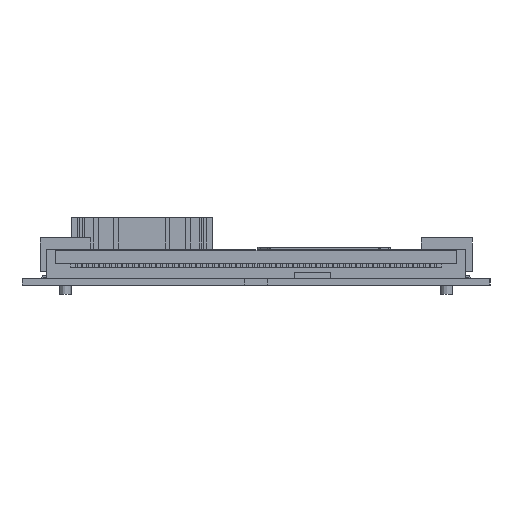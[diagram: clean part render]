
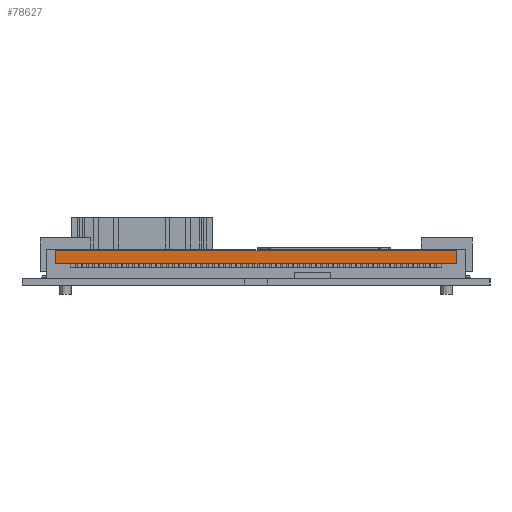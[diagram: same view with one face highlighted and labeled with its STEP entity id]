
A CAD part, left-side view. The second image highlights one B-rep face of the part: STEP entity #78627.
In plain terms, the highlighted face is planar.
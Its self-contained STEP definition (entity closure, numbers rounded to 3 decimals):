
#78033 = PLANE('',#78034);
#78034 = AXIS2_PLACEMENT_3D('',#78035,#78036,#78037);
#78035 = CARTESIAN_POINT('',(-17.55,0.06,1.95));
#78036 = DIRECTION('',(0.,-1.,0.));
#78037 = DIRECTION('',(1.,0.,0.));
#78334 = PLANE('',#78335);
#78335 = AXIS2_PLACEMENT_3D('',#78336,#78337,#78338);
#78336 = CARTESIAN_POINT('',(-17.55,1.21,1.95));
#78337 = DIRECTION('',(-1.,0.,0.));
#78338 = DIRECTION('',(0.,-1.,0.));
#78362 = PLANE('',#78363);
#78363 = AXIS2_PLACEMENT_3D('',#78364,#78365,#78366);
#78364 = CARTESIAN_POINT('',(17.55,1.21,1.95));
#78365 = DIRECTION('',(0.,1.,0.));
#78366 = DIRECTION('',(-1.,0.,0.));
#78390 = PLANE('',#78391);
#78391 = AXIS2_PLACEMENT_3D('',#78392,#78393,#78394);
#78392 = CARTESIAN_POINT('',(17.55,0.06,1.95));
#78393 = DIRECTION('',(1.,0.,0.));
#78394 = DIRECTION('',(0.,1.,0.));
#78428 = VERTEX_POINT('',#78429);
#78429 = CARTESIAN_POINT('',(17.55,1.21,3.25));
#78450 = EDGE_CURVE('',#78451,#78428,#78453,.T.);
#78451 = VERTEX_POINT('',#78452);
#78452 = CARTESIAN_POINT('',(17.55,0.06,3.25));
#78453 = SURFACE_CURVE('',#78454,(#78458,#78465),.PCURVE_S1.);
#78454 = LINE('',#78455,#78456);
#78455 = CARTESIAN_POINT('',(17.55,0.06,3.25));
#78456 = VECTOR('',#78457,1.);
#78457 = DIRECTION('',(0.,1.,0.));
#78458 = PCURVE('',#78390,#78459);
#78459 = DEFINITIONAL_REPRESENTATION('',(#78460),#78464);
#78460 = LINE('',#78461,#78462);
#78461 = CARTESIAN_POINT('',(0.,1.3));
#78462 = VECTOR('',#78463,1.);
#78463 = DIRECTION('',(1.,0.));
#78464 = ( GEOMETRIC_REPRESENTATION_CONTEXT(2) 
PARAMETRIC_REPRESENTATION_CONTEXT() REPRESENTATION_CONTEXT('2D SPACE',''
  ) );
#78465 = PCURVE('',#78466,#78471);
#78466 = PLANE('',#78467);
#78467 = AXIS2_PLACEMENT_3D('',#78468,#78469,#78470);
#78468 = CARTESIAN_POINT('',(0.,0.635,3.25));
#78469 = DIRECTION('',(0.,0.,1.));
#78470 = DIRECTION('',(1.,0.,0.));
#78471 = DEFINITIONAL_REPRESENTATION('',(#78472),#78476);
#78472 = LINE('',#78473,#78474);
#78473 = CARTESIAN_POINT('',(17.55,-0.575));
#78474 = VECTOR('',#78475,1.);
#78475 = DIRECTION('',(0.,1.));
#78476 = ( GEOMETRIC_REPRESENTATION_CONTEXT(2) 
PARAMETRIC_REPRESENTATION_CONTEXT() REPRESENTATION_CONTEXT('2D SPACE',''
  ) );
#78504 = EDGE_CURVE('',#78505,#78451,#78507,.T.);
#78505 = VERTEX_POINT('',#78506);
#78506 = CARTESIAN_POINT('',(-17.55,0.06,3.25));
#78507 = SURFACE_CURVE('',#78508,(#78512,#78519),.PCURVE_S1.);
#78508 = LINE('',#78509,#78510);
#78509 = CARTESIAN_POINT('',(-17.55,0.06,3.25));
#78510 = VECTOR('',#78511,1.);
#78511 = DIRECTION('',(1.,0.,0.));
#78512 = PCURVE('',#78033,#78513);
#78513 = DEFINITIONAL_REPRESENTATION('',(#78514),#78518);
#78514 = LINE('',#78515,#78516);
#78515 = CARTESIAN_POINT('',(0.,1.3));
#78516 = VECTOR('',#78517,1.);
#78517 = DIRECTION('',(1.,0.));
#78518 = ( GEOMETRIC_REPRESENTATION_CONTEXT(2) 
PARAMETRIC_REPRESENTATION_CONTEXT() REPRESENTATION_CONTEXT('2D SPACE',''
  ) );
#78519 = PCURVE('',#78466,#78520);
#78520 = DEFINITIONAL_REPRESENTATION('',(#78521),#78525);
#78521 = LINE('',#78522,#78523);
#78522 = CARTESIAN_POINT('',(-17.55,-0.575));
#78523 = VECTOR('',#78524,1.);
#78524 = DIRECTION('',(1.,0.));
#78525 = ( GEOMETRIC_REPRESENTATION_CONTEXT(2) 
PARAMETRIC_REPRESENTATION_CONTEXT() REPRESENTATION_CONTEXT('2D SPACE',''
  ) );
#78557 = EDGE_CURVE('',#78558,#78505,#78560,.T.);
#78558 = VERTEX_POINT('',#78559);
#78559 = CARTESIAN_POINT('',(-17.55,1.21,3.25));
#78560 = SURFACE_CURVE('',#78561,(#78565,#78572),.PCURVE_S1.);
#78561 = LINE('',#78562,#78563);
#78562 = CARTESIAN_POINT('',(-17.55,1.21,3.25));
#78563 = VECTOR('',#78564,1.);
#78564 = DIRECTION('',(0.,-1.,0.));
#78565 = PCURVE('',#78334,#78566);
#78566 = DEFINITIONAL_REPRESENTATION('',(#78567),#78571);
#78567 = LINE('',#78568,#78569);
#78568 = CARTESIAN_POINT('',(0.,1.3));
#78569 = VECTOR('',#78570,1.);
#78570 = DIRECTION('',(1.,0.));
#78571 = ( GEOMETRIC_REPRESENTATION_CONTEXT(2) 
PARAMETRIC_REPRESENTATION_CONTEXT() REPRESENTATION_CONTEXT('2D SPACE',''
  ) );
#78572 = PCURVE('',#78466,#78573);
#78573 = DEFINITIONAL_REPRESENTATION('',(#78574),#78578);
#78574 = LINE('',#78575,#78576);
#78575 = CARTESIAN_POINT('',(-17.55,0.575));
#78576 = VECTOR('',#78577,1.);
#78577 = DIRECTION('',(0.,-1.));
#78578 = ( GEOMETRIC_REPRESENTATION_CONTEXT(2) 
PARAMETRIC_REPRESENTATION_CONTEXT() REPRESENTATION_CONTEXT('2D SPACE',''
  ) );
#78606 = EDGE_CURVE('',#78428,#78558,#78607,.T.);
#78607 = SURFACE_CURVE('',#78608,(#78612,#78619),.PCURVE_S1.);
#78608 = LINE('',#78609,#78610);
#78609 = CARTESIAN_POINT('',(17.55,1.21,3.25));
#78610 = VECTOR('',#78611,1.);
#78611 = DIRECTION('',(-1.,0.,0.));
#78612 = PCURVE('',#78362,#78613);
#78613 = DEFINITIONAL_REPRESENTATION('',(#78614),#78618);
#78614 = LINE('',#78615,#78616);
#78615 = CARTESIAN_POINT('',(0.,1.3));
#78616 = VECTOR('',#78617,1.);
#78617 = DIRECTION('',(1.,0.));
#78618 = ( GEOMETRIC_REPRESENTATION_CONTEXT(2) 
PARAMETRIC_REPRESENTATION_CONTEXT() REPRESENTATION_CONTEXT('2D SPACE',''
  ) );
#78619 = PCURVE('',#78466,#78620);
#78620 = DEFINITIONAL_REPRESENTATION('',(#78621),#78625);
#78621 = LINE('',#78622,#78623);
#78622 = CARTESIAN_POINT('',(17.55,0.575));
#78623 = VECTOR('',#78624,1.);
#78624 = DIRECTION('',(-1.,0.));
#78625 = ( GEOMETRIC_REPRESENTATION_CONTEXT(2) 
PARAMETRIC_REPRESENTATION_CONTEXT() REPRESENTATION_CONTEXT('2D SPACE',''
  ) );
#78627 = ADVANCED_FACE('',(#78628),#78466,.T.);
#78628 = FACE_BOUND('',#78629,.T.);
#78629 = EDGE_LOOP('',(#78630,#78631,#78632,#78633));
#78630 = ORIENTED_EDGE('',*,*,#78606,.T.);
#78631 = ORIENTED_EDGE('',*,*,#78557,.T.);
#78632 = ORIENTED_EDGE('',*,*,#78504,.T.);
#78633 = ORIENTED_EDGE('',*,*,#78450,.T.);
